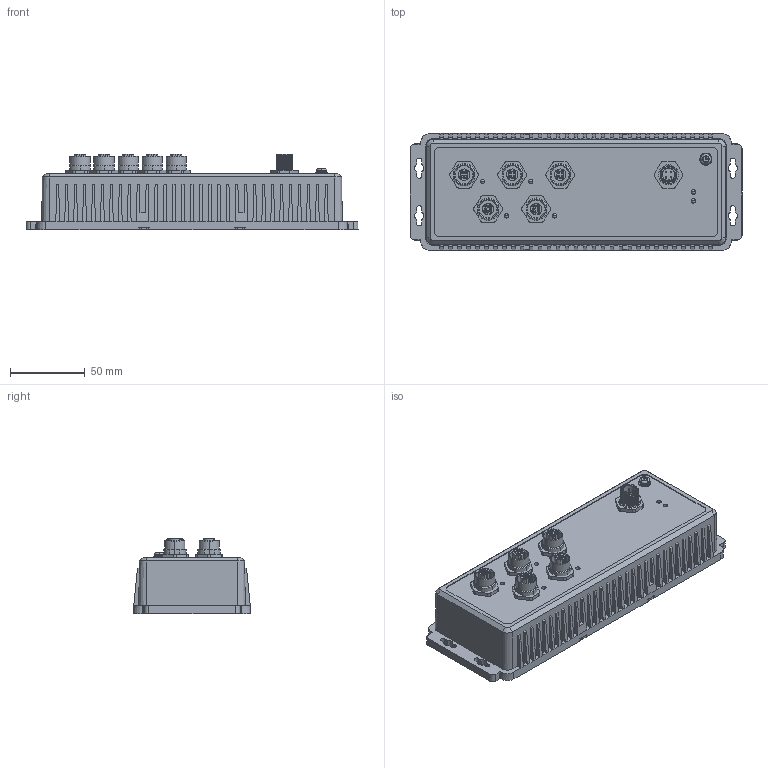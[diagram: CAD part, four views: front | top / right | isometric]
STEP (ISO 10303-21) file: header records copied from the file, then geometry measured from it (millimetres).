
FILE_DESCRIPTION((''),'2;1');
FILE_NAME('AQUAM5_AQUAM8_ASM-ZHONG_A-356_1_ASM','2023-12-13T10:07:52',('wangzixiong'),(''),'CREO PARAMETRIC BY PTC INC, 2021023','CREO PARAMETRIC BY PTC INC, 2021023','');
FILE_SCHEMA(('AUTOMOTIVE_DESIGN { 1 0 10303 214 1 1 1 1 }'));
Length unit declared in the file: millimetre
Products named in the file (16): AQUAMARINE8-BEIBAN_PRT_2_3; 000-AQUAMARINE8T-YAZHUSHANGGA_1; 000-AQUAMARINE8T-YAZHUSHANGGA_2; 000-AQUAMARINE8T-YAZHUSHANGGA_3; 000-AQUAMARINE8T-YAZHUSHANGGA_4; 000-AQUAMARINE8T-YAZHUSHANGGAI__ASM; POWER-IN-A_14_2; M12-DZ_2_1_1_2; M3-16-TONGLUOZHU_5_1_1_2; LED_DIP_3MM_2_1_1_2; AQUAMARINE8_PCB_ASM_27_ASM_ASM__ASM; M40002_1; M40003_1; M40001_ASM_1_ASM; 0001_1; AQUAM5_AQUAM8_ASM-ZHONG_A-356_1_ASM
Assembly tree (30 placements, depth 3):
  AQUAM5_AQUAM8_ASM-ZHONG_A-356_1_ASM
    AQUAMARINE8-BEIBAN_PRT_2_3
    000-AQUAMARINE8T-YAZHUSHANGGAI__ASM
      000-AQUAMARINE8T-YAZHUSHANGGA_1
      000-AQUAMARINE8T-YAZHUSHANGGA_2
      000-AQUAMARINE8T-YAZHUSHANGGA_3
      000-AQUAMARINE8T-YAZHUSHANGGA_4
    POWER-IN-A_14_2
    AQUAMARINE8_PCB_ASM_27_ASM_ASM__ASM
      M12-DZ_2_1_1_2  x5
      M3-16-TONGLUOZHU_5_1_1_2
      LED_DIP_3MM_2_1_1_2  x7
    M40001_ASM_1_ASM
      M40002_1
      M40003_1
    0001_1  x6
Bounding box: 222.38 x 78.38 x 50.9 mm (x, y, z)
Volume: 186066 mm3; surface area: 135854.7 mm2
Topology: 27 solids, 32 shells, 2096 faces, 5594 edges, 3684 vertices
Faces by surface type: plane 1120, cylinder 620, extrusion 116, bspline 98, cone 80, torus 40, sphere 22
Entity records: 50390 total; most frequent: CARTESIAN_POINT 16455, ORIENTED_EDGE 7078, DIRECTION 6417, EDGE_CURVE 3539, VERTEX_POINT 2338, VECTOR 2151, AXIS2_PLACEMENT_3D 2133, LINE 2115
